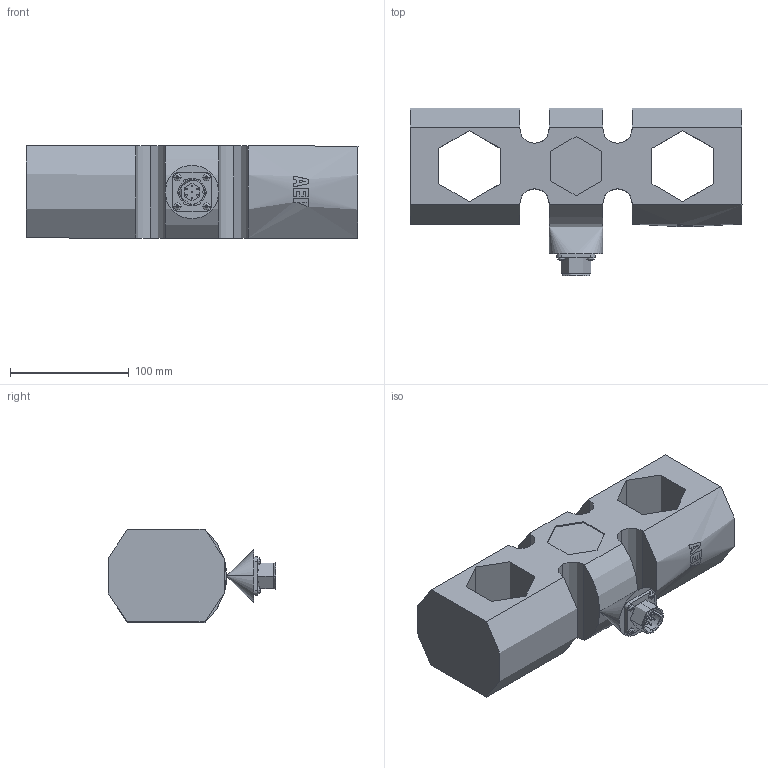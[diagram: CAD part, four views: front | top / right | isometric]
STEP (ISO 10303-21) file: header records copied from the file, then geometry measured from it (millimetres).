
FILE_DESCRIPTION(('STEP AP214'),'1');
FILE_NAME('D200 20t and 30t.stp','2015-05-18T08:39:36',(' '),(' '),'Spatial InterOp 3D',' ',' ');
FILE_SCHEMA(('automotive_design'));
Length unit declared in the file: metre
Products named in the file (1): Body
Bounding box: 280.14 x 141.41 x 78.5 mm (x, y, z)
Volume: 158 mm3
Topology: 8 solids, 89 shells, 374 faces, 879 edges, 586 vertices
Faces by surface type: plane 156, cylinder 106, cone 76, torus 16, bspline 12, sphere 8
Entity records: 15081 total; most frequent: CARTESIAN_POINT 2947, DIRECTION 1969, ORIENTED_EDGE 1950, EDGE_CURVE 975, AXIS2_PLACEMENT_3D 797, VERTEX_POINT 634, CIRCLE 410, EDGE_LOOP 401
